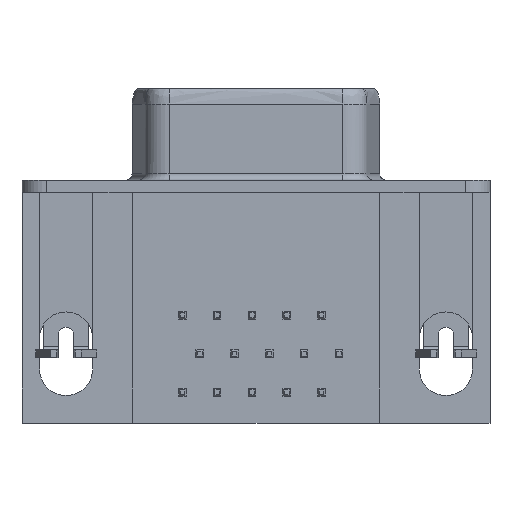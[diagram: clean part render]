
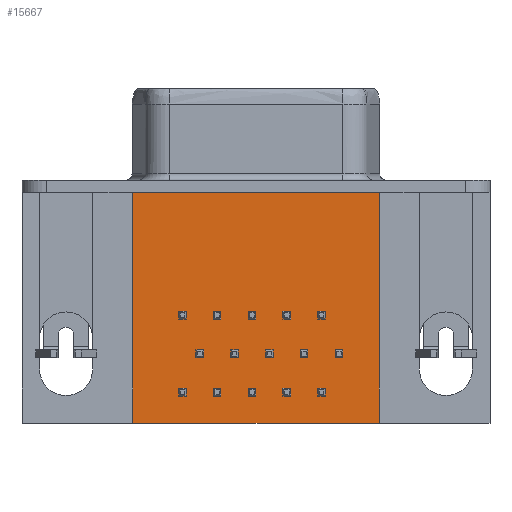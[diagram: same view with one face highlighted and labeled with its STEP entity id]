
A CAD part, front view. The second image highlights one B-rep face of the part: STEP entity #15667.
In plain terms, the highlighted planar face has unit normal (0, -1, 0).
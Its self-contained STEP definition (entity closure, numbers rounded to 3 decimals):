
#518 = DIRECTION ( 'NONE',  ( 0., 0., -1. ) ) ;
#717 = EDGE_CURVE ( 'NONE', #9875, #1113, #7828, .T. ) ;
#1092 = CARTESIAN_POINT ( 'NONE',  ( 8.126, 0.5, -4.57 ) ) ;
#1113 = VERTEX_POINT ( 'NONE', #15092 ) ;
#1143 = DIRECTION ( 'NONE',  ( 0., 0., 1. ) ) ;
#1197 = DIRECTION ( 'NONE',  ( -1., 0., 0. ) ) ;
#1730 = DIRECTION ( 'NONE',  ( 1., 0., 0. ) ) ;
#2744 = CARTESIAN_POINT ( 'NONE',  ( 8.126, 0.5, -4.57 ) ) ;
#2978 = EDGE_CURVE ( 'NONE', #6287, #9875, #6420, .T. ) ;
#3989 = EDGE_CURVE ( 'NONE', #1113, #9458, #5892, .T. ) ;
#4098 = CARTESIAN_POINT ( 'NONE',  ( 8.126, 0.5, 10.63 ) ) ;
#4700 = ORIENTED_EDGE ( 'NONE', *, *, #2978, .T. ) ;
#4805 = VECTOR ( 'NONE', #1197, 1000. ) ;
#5573 = AXIS2_PLACEMENT_3D ( 'NONE', #9823, #8727, #518 ) ;
#5892 = LINE ( 'NONE', #15032, #7710 ) ;
#6287 = VERTEX_POINT ( 'NONE', #1092 ) ;
#6420 = LINE ( 'NONE', #2744, #13451 ) ;
#7710 = VECTOR ( 'NONE', #10982, 1000. ) ;
#7828 = LINE ( 'NONE', #10202, #4805 ) ;
#8177 = CARTESIAN_POINT ( 'NONE',  ( -8.126, 0.5, -4.57 ) ) ;
#8727 = DIRECTION ( 'NONE',  ( 0., -1., 0. ) ) ;
#9458 = VERTEX_POINT ( 'NONE', #8177 ) ;
#9823 = CARTESIAN_POINT ( 'NONE',  ( 0., 0.5, 0. ) ) ;
#9875 = VERTEX_POINT ( 'NONE', #4098 ) ;
#10003 = PLANE ( 'NONE',  #5573 ) ;
#10202 = CARTESIAN_POINT ( 'NONE',  ( 8.126, 0.5, 10.63 ) ) ;
#10863 = ORIENTED_EDGE ( 'NONE', *, *, #717, .T. ) ;
#10982 = DIRECTION ( 'NONE',  ( 0., 0., -1. ) ) ;
#12002 = FACE_OUTER_BOUND ( 'NONE', #12779, .T. ) ;
#12606 = VECTOR ( 'NONE', #1730, 1000. ) ;
#12779 = EDGE_LOOP ( 'NONE', ( #12926, #15963, #4700, #10863 ) ) ;
#12926 = ORIENTED_EDGE ( 'NONE', *, *, #3989, .T. ) ;
#13411 = CARTESIAN_POINT ( 'NONE',  ( -8.126, 0.5, -4.57 ) ) ;
#13451 = VECTOR ( 'NONE', #1143, 1000. ) ;
#14370 = EDGE_CURVE ( 'NONE', #9458, #6287, #14720, .T. ) ;
#14720 = LINE ( 'NONE', #13411, #12606 ) ;
#15032 = CARTESIAN_POINT ( 'NONE',  ( -8.126, 0.5, 10.63 ) ) ;
#15092 = CARTESIAN_POINT ( 'NONE',  ( -8.126, 0.5, 10.63 ) ) ;
#15667 = ADVANCED_FACE ( 'NONE', ( #12002 ), #10003, .T. ) ;
#15963 = ORIENTED_EDGE ( 'NONE', *, *, #14370, .T. ) ;
